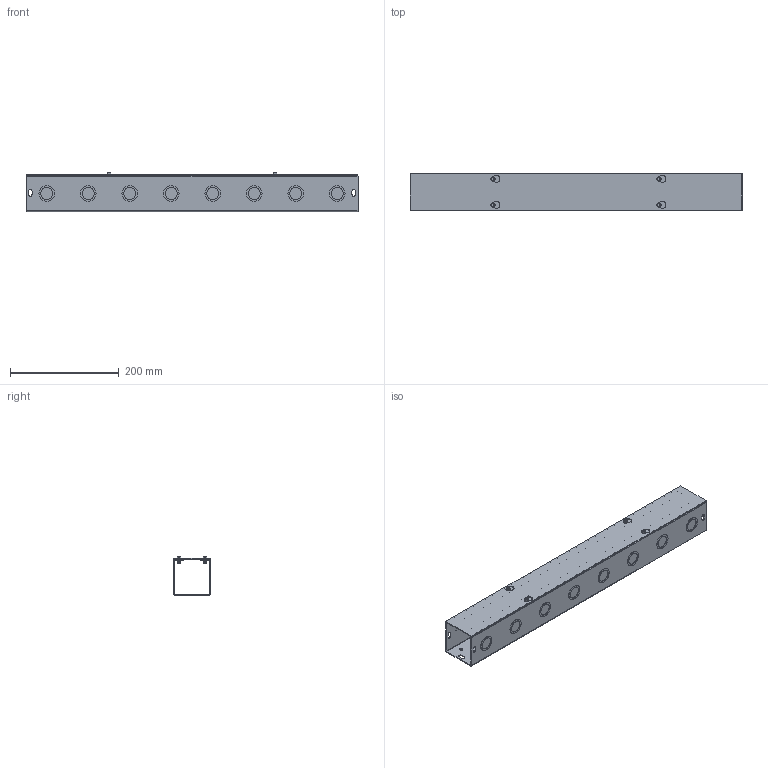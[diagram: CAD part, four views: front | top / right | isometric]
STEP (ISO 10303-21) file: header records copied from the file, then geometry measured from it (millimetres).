
FILE_DESCRIPTION(/* description */ ('WW, S, BLR, GALV, 2.5X2.5X24'),/* implementation_level */ '2;1');
FILE_NAME(/* name */ 'S2224G.stp',/* time_stamp */ '2017-06-23T19:57:22+05:00',/* author */ ('vdas'),/* organization */ (''),/* preprocessor_version */ 'ST-DEVELOPER v16.1',/* originating_system */ 'Autodesk Inventor 2016',/* authorisation */ '');
FILE_SCHEMA (('AUTOMOTIVE_DESIGN { 1 0 10303 214 3 1 1 }'));
Length unit declared in the file: inch
Products named in the file (4): S2224GBLR; S2224GLID; 372141; S2224G
Assembly tree (6 placements, depth 2):
  S2224G
    S2224GBLR
    S2224GLID
    372141  x4
Bounding box: 609.6 x 68.25 x 71.69 mm (x, y, z)
Volume: 283741.6 mm3; surface area: 361430.4 mm2
Topology: 6 solids, 6 shells, 492 faces, 1124 edges, 680 vertices
Faces by surface type: plane 204, cylinder 116, cone 108, torus 56, bspline 8
Full cylindrical faces by diameter (mm): 4.089 x4, 4.595 x32, 6.35 x4, 7.938 x4, 22.225 x16, 28.575 x16
Entity records: 7490 total; most frequent: CARTESIAN_POINT 1507, DIRECTION 1226, ORIENTED_EDGE 1016, EDGE_CURVE 508, AXIS2_PLACEMENT_3D 489, EDGE_LOOP 414, VERTEX_POINT 366, FACE_OUTER_BOUND 263
